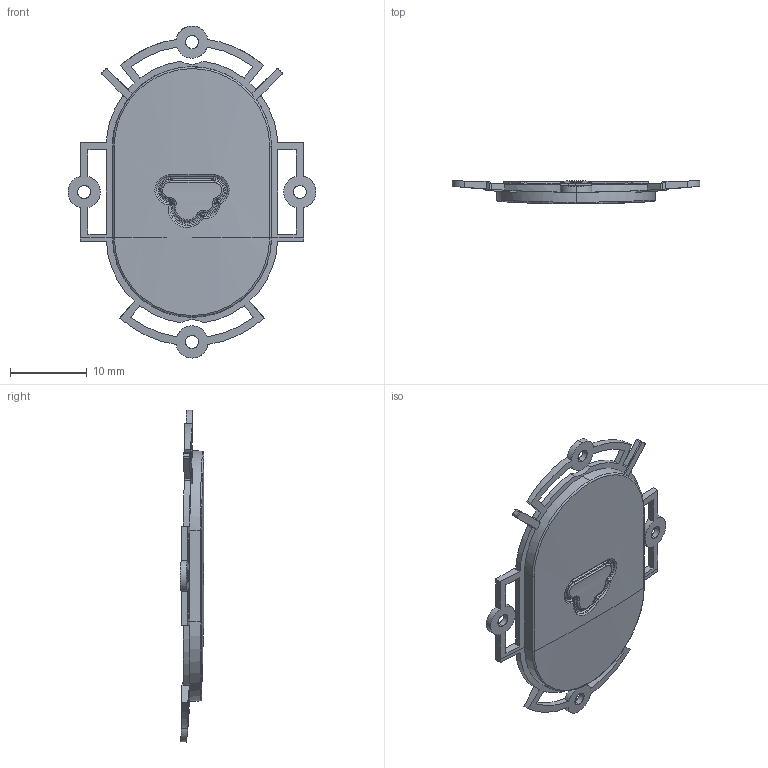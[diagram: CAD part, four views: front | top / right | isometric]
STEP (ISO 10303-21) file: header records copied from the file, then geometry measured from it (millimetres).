
FILE_DESCRIPTION (( 'STEP AP214' ), '1' );
FILE_NAME ('6.STEP', '2022-12-12T11:32:00', ( '' ), ( '' ), 'SwSTEP 2.0', 'SolidWorks 2020', '' );
FILE_SCHEMA (( 'AUTOMOTIVE_DESIGN' ));
Length unit declared in the file: millimetre
Products named in the file (1): 6
Bounding box: 32.4 x 3.12 x 43.4 mm (x, y, z)
Volume: 1126 mm3; surface area: 2047.9 mm2
Topology: 1 solids, 1 shells, 217 faces, 594 edges, 372 vertices
Faces by surface type: bspline 101, cylinder 43, plane 41, cone 23, sphere 5, torus 4
Entity records: 10015 total; most frequent: CARTESIAN_POINT 5613, ORIENTED_EDGE 1172, EDGE_CURVE 586, DIRECTION 527, VERTEX_POINT 370, B_SPLINE_CURVE_WITH_KNOTS 355, EDGE_LOOP 232, ADVANCED_FACE 217
